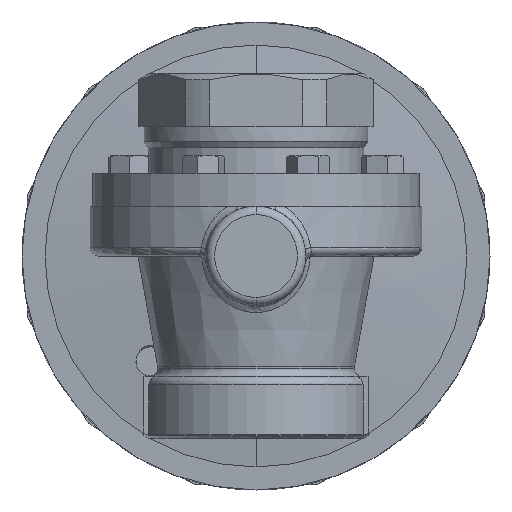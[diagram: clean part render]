
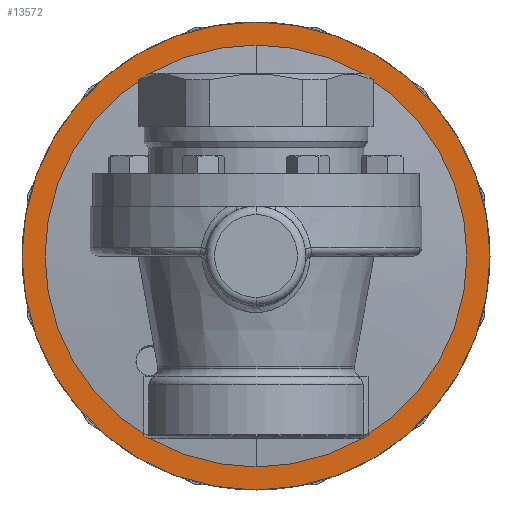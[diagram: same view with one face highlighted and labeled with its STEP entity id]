
A CAD part, front view. The second image highlights one B-rep face of the part: STEP entity #13572.
In plain terms, the highlighted planar face has unit normal (0, -1, 0).
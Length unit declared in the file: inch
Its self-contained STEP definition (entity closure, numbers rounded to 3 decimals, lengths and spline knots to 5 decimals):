
#28 = CARTESIAN_POINT ( 'NONE',  ( 0., 3., -3.18273 ) ) ;
#389 = CARTESIAN_POINT ( 'NONE',  ( 0., 3., 3.18273 ) ) ;
#1249 = EDGE_CURVE ( 'NONE', #10020, #13175, #3126, .T. ) ;
#1301 = CARTESIAN_POINT ( 'NONE',  ( 0., 3., 0. ) ) ;
#1434 = DIRECTION ( 'NONE',  ( 0., -1., 0. ) ) ;
#1629 = CIRCLE ( 'NONE', #8851, 3.53 ) ;
#2293 = CIRCLE ( 'NONE', #3901, 3.18273 ) ;
#2389 = DIRECTION ( 'NONE',  ( 0., 0., -1. ) ) ;
#2572 = DIRECTION ( 'NONE',  ( 0., -1., 0. ) ) ;
#3079 = DIRECTION ( 'NONE',  ( 0., -1., 0. ) ) ;
#3126 = CIRCLE ( 'NONE', #12160, 3.18273 ) ;
#3901 = AXIS2_PLACEMENT_3D ( 'NONE', #10623, #4170, #11704 ) ;
#4022 = FACE_OUTER_BOUND ( 'NONE', #13056, .T. ) ;
#4170 = DIRECTION ( 'NONE',  ( 0., -1., 0. ) ) ;
#4853 = CIRCLE ( 'NONE', #6691, 3.53 ) ;
#5479 = ORIENTED_EDGE ( 'NONE', *, *, #1249, .F. ) ;
#5998 = CARTESIAN_POINT ( 'NONE',  ( 0., 3., -3.53 ) ) ;
#6109 = ORIENTED_EDGE ( 'NONE', *, *, #8938, .F. ) ;
#6293 = CARTESIAN_POINT ( 'NONE',  ( 3.18273, 3., 0. ) ) ;
#6691 = AXIS2_PLACEMENT_3D ( 'NONE', #7908, #1434, #8989 ) ;
#7391 = PLANE ( 'NONE',  #9243 ) ;
#7709 = EDGE_CURVE ( 'NONE', #10335, #8811, #4853, .T. ) ;
#7757 = EDGE_CURVE ( 'NONE', #8811, #10335, #1629, .T. ) ;
#7908 = CARTESIAN_POINT ( 'NONE',  ( 0., 3., 0. ) ) ;
#7979 = EDGE_LOOP ( 'NONE', ( #5479, #6109 ) ) ;
#8811 = VERTEX_POINT ( 'NONE', #5998 ) ;
#8851 = AXIS2_PLACEMENT_3D ( 'NONE', #9035, #2572, #10138 ) ;
#8858 = DIRECTION ( 'NONE',  ( 0., -1., 0. ) ) ;
#8938 = EDGE_CURVE ( 'NONE', #13175, #10020, #2293, .T. ) ;
#8989 = DIRECTION ( 'NONE',  ( 0., 0., -1. ) ) ;
#9035 = CARTESIAN_POINT ( 'NONE',  ( 0., 3., 0. ) ) ;
#9243 = AXIS2_PLACEMENT_3D ( 'NONE', #6293, #3079, #10634 ) ;
#9519 = ORIENTED_EDGE ( 'NONE', *, *, #7709, .T. ) ;
#9920 = CARTESIAN_POINT ( 'NONE',  ( 0., 3., 3.53 ) ) ;
#10020 = VERTEX_POINT ( 'NONE', #389 ) ;
#10138 = DIRECTION ( 'NONE',  ( 0., 0., -1. ) ) ;
#10335 = VERTEX_POINT ( 'NONE', #9920 ) ;
#10623 = CARTESIAN_POINT ( 'NONE',  ( 0., 3., 0. ) ) ;
#10634 = DIRECTION ( 'NONE',  ( 0., 0., -1. ) ) ;
#11686 = ORIENTED_EDGE ( 'NONE', *, *, #7757, .T. ) ;
#11704 = DIRECTION ( 'NONE',  ( 0., 0., -1. ) ) ;
#12160 = AXIS2_PLACEMENT_3D ( 'NONE', #1301, #8858, #2389 ) ;
#12280 = FACE_BOUND ( 'NONE', #7979, .T. ) ;
#13056 = EDGE_LOOP ( 'NONE', ( #11686, #9519 ) ) ;
#13175 = VERTEX_POINT ( 'NONE', #28 ) ;
#13572 = ADVANCED_FACE ( 'NONE', ( #12280, #4022 ), #7391, .T. ) ;
